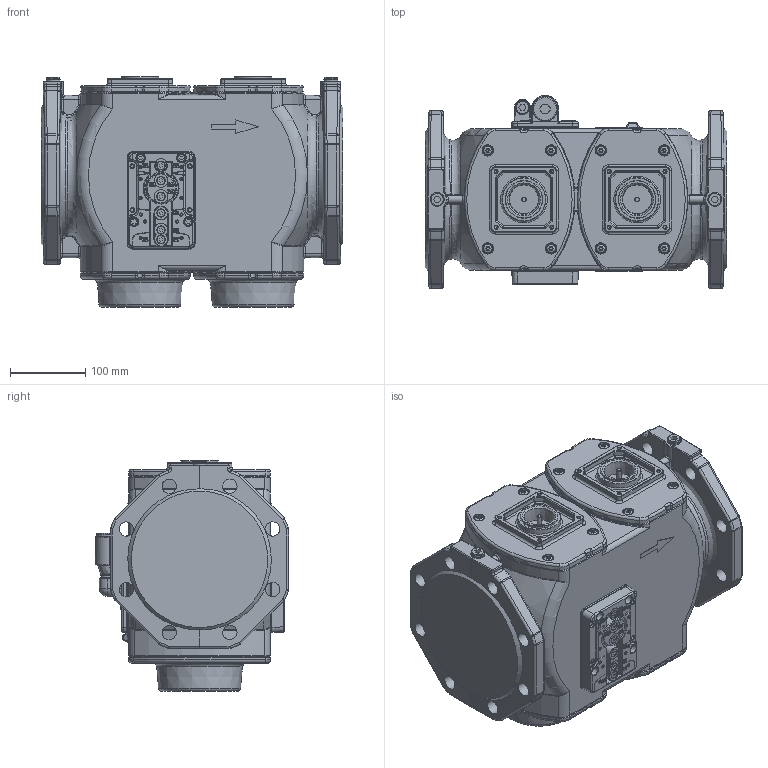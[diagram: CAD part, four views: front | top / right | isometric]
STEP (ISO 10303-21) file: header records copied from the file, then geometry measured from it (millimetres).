
FILE_DESCRIPTION(/* description */ (''),/* implementation_level */ '2;1');
FILE_NAME(/* name */ 'A5W00027666_02.stp',/* time_stamp */ '2018-06-26T08:38:54+02:00',/* author */ (''),/* organization */ (''),/* preprocessor_version */ 'ST-DEVELOPER v16',/* originating_system */ 'SIEMENS PLM Software NX 10.0',/* authorisation */ '');
FILE_SCHEMA (('AUTOMOTIVE_DESIGN { 1 0 10303 214 3 1 1 1 }'));
Products named in the file (1): Gant1EE462B7x2aw
Bounding box: 400 x 255.99 x 306.1 mm (x, y, z)
Volume: 18081227.9 mm3; surface area: 622010.7 mm2
Topology: 1 solids, 53 shells, 2718 faces, 6544 edges, 4005 vertices
Faces by surface type: cylinder 929, plane 775, bspline 361, cone 321, torus 212, sphere 60, extrusion 60
Full cylindrical faces by diameter (mm): 4.351 x8, 5.05 x8, 5.795 x8, 6 x2, 6.985 x16, 7.794 x16, 8.3 x8, 10 x8, 10.5 x6, 11 x6, 13 x16, 13.5 x3, 14 x16, 18 x3, 18.5 x3, 19 x16, 27 x1, 32 x1, 32.5 x1, 50 x2
Entity records: 85757 total; most frequent: CARTESIAN_POINT 27811, DIRECTION 11851, ORIENTED_EDGE 11530, EDGE_CURVE 5765, AXIS2_PLACEMENT_3D 4813, VERTEX_POINT 3800, EDGE_LOOP 3421, ADVANCED_FACE 2718
